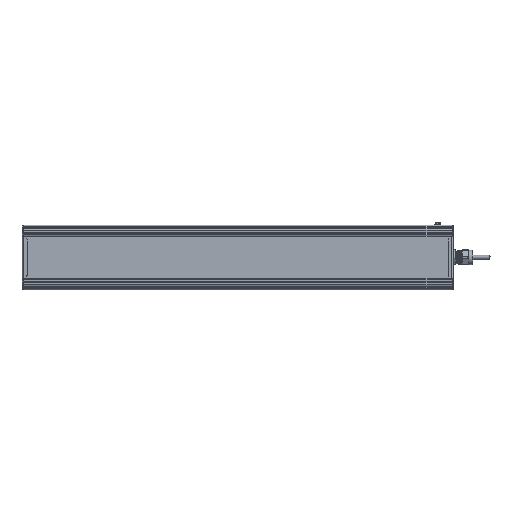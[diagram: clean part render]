
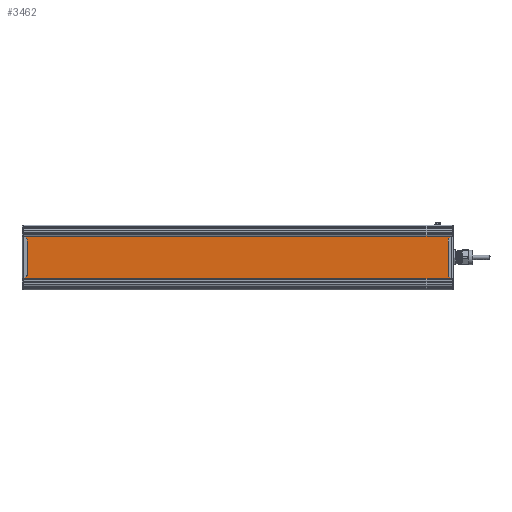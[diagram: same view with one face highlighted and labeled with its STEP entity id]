
A CAD part, front view. The second image highlights one B-rep face of the part: STEP entity #3462.
In plain terms, the highlighted face is planar.
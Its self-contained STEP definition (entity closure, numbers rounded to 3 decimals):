
#3462=ADVANCED_FACE('',(#12329),#12331,.T.);
#12329=FACE_BOUND('',#12330,.T.);
#12330=EDGE_LOOP('',(#36933,#36934,#36935,#36936));
#12331=PLANE('',#12332);
#12332=AXIS2_PLACEMENT_3D('',#12333,#12334,#12335);
#12333=CARTESIAN_POINT('',(120.465,593.492,117.308));
#12334=DIRECTION('',(0.,0.,-1.));
#12335=DIRECTION('',(0.,1.,0.));
#36933=ORIENTED_EDGE('',*,*,#42110,.T.);
#36934=ORIENTED_EDGE('',*,*,#42109,.T.);
#36935=ORIENTED_EDGE('',*,*,#42111,.F.);
#36936=ORIENTED_EDGE('',*,*,#42112,.F.);
#42109=EDGE_CURVE('',#45764,#45769,#45771,.T.);
#42110=EDGE_CURVE('',#45772,#45764,#45773,.T.);
#42111=EDGE_CURVE('',#45774,#45769,#45775,.T.);
#42112=EDGE_CURVE('',#45772,#45774,#45776,.T.);
#45764=VERTEX_POINT('',#56677);
#45769=VERTEX_POINT('',#56686);
#45771=LINE('',#56690,#56691);
#45772=VERTEX_POINT('',#56693);
#45773=LINE('',#56694,#56695);
#45774=VERTEX_POINT('',#56697);
#45775=LINE('',#56698,#56699);
#45776=LINE('',#56701,#56702);
#56677=CARTESIAN_POINT('',(120.465,679.838,117.308));
#56686=CARTESIAN_POINT('',(866.465,679.838,117.308));
#56690=CARTESIAN_POINT('',(120.465,679.838,117.308));
#56691=VECTOR('',#56692,1.);
#56692=DIRECTION('',(1.,0.,0.));
#56693=CARTESIAN_POINT('',(120.465,593.492,117.308));
#56694=CARTESIAN_POINT('',(120.465,593.492,117.308));
#56695=VECTOR('',#56696,1.);
#56696=DIRECTION('',(0.,1.,0.));
#56697=CARTESIAN_POINT('',(866.465,593.492,117.308));
#56698=CARTESIAN_POINT('',(866.465,593.492,117.308));
#56699=VECTOR('',#56700,1.);
#56700=DIRECTION('',(0.,1.,0.));
#56701=CARTESIAN_POINT('',(120.465,593.492,117.308));
#56702=VECTOR('',#56703,1.);
#56703=DIRECTION('',(1.,0.,0.));
